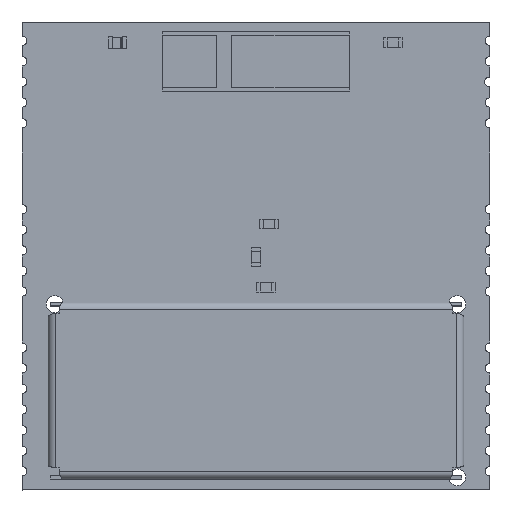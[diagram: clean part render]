
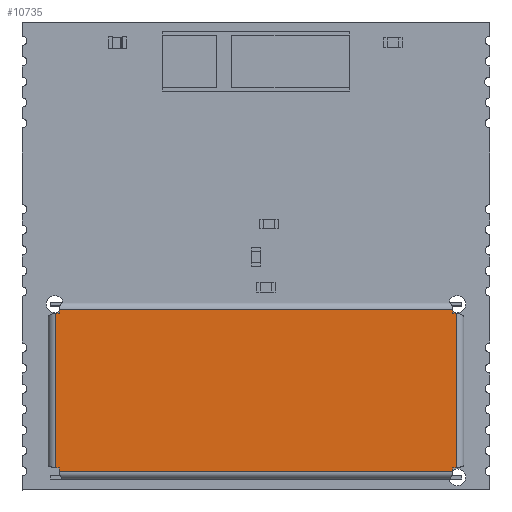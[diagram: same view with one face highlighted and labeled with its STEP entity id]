
A CAD part, top view. The second image highlights one B-rep face of the part: STEP entity #10735.
In plain terms, the highlighted face is planar.
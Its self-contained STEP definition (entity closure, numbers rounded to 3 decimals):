
#273 = ORIENTED_EDGE ( 'NONE', *, *, #2864, .T. ) ;
#446 = DIRECTION ( 'NONE',  ( -1., 0., 0. ) ) ;
#589 = VERTEX_POINT ( 'NONE', #5143 ) ;
#683 = DIRECTION ( 'NONE',  ( 0., -1., 0. ) ) ;
#765 = DIRECTION ( 'NONE',  ( 0., 0., -1. ) ) ;
#786 = EDGE_CURVE ( 'NONE', #12216, #7958, #9025, .T. ) ;
#844 = CARTESIAN_POINT ( 'NONE',  ( 10.5, 3.3, 0. ) ) ;
#888 = DIRECTION ( 'NONE',  ( 0., 0., -1. ) ) ;
#1187 = CARTESIAN_POINT ( 'NONE',  ( -10.7, 3.3, 4.125 ) ) ;
#1261 = CARTESIAN_POINT ( 'NONE',  ( 10.7, 3.3, -4.125 ) ) ;
#1779 = ORIENTED_EDGE ( 'NONE', *, *, #3863, .T. ) ;
#1789 = DIRECTION ( 'NONE',  ( 0., 0., 1. ) ) ;
#1790 = VECTOR ( 'NONE', #446, 1000. ) ;
#1894 = VERTEX_POINT ( 'NONE', #6540 ) ;
#1922 = EDGE_CURVE ( 'NONE', #11086, #7669, #8206, .T. ) ;
#2050 = DIRECTION ( 'NONE',  ( 1., 0., 0. ) ) ;
#2347 = VECTOR ( 'NONE', #7159, 1000. ) ;
#2634 = ORIENTED_EDGE ( 'NONE', *, *, #1922, .T. ) ;
#2695 = CARTESIAN_POINT ( 'NONE',  ( -10.5, 3.3, 0. ) ) ;
#2708 = VECTOR ( 'NONE', #9082, 1000. ) ;
#2758 = LINE ( 'NONE', #10863, #8130 ) ;
#2817 = PLANE ( 'NONE',  #3348 ) ;
#2864 = EDGE_CURVE ( 'NONE', #6793, #589, #10763, .T. ) ;
#3305 = EDGE_LOOP ( 'NONE', ( #273, #10269, #8194, #2634, #11944, #7240, #3717, #1779, #5362, #3333, #10030, #4692 ) ) ;
#3333 = ORIENTED_EDGE ( 'NONE', *, *, #5055, .F. ) ;
#3348 = AXIS2_PLACEMENT_3D ( 'NONE', #8100, #683, #765 ) ;
#3448 = DIRECTION ( 'NONE',  ( 0., 0., 1. ) ) ;
#3717 = ORIENTED_EDGE ( 'NONE', *, *, #8874, .T. ) ;
#3863 = EDGE_CURVE ( 'NONE', #6487, #7958, #5388, .T. ) ;
#3912 = CARTESIAN_POINT ( 'NONE',  ( 10.5, 3.3, 0. ) ) ;
#4203 = VECTOR ( 'NONE', #2050, 1000. ) ;
#4210 = VERTEX_POINT ( 'NONE', #4257 ) ;
#4257 = CARTESIAN_POINT ( 'NONE',  ( -10.5, 3.3, 4.325 ) ) ;
#4320 = VERTEX_POINT ( 'NONE', #7645 ) ;
#4527 = LINE ( 'NONE', #9223, #4203 ) ;
#4598 = CARTESIAN_POINT ( 'NONE',  ( 0., 3.3, 4.125 ) ) ;
#4692 = ORIENTED_EDGE ( 'NONE', *, *, #10641, .F. ) ;
#5055 = EDGE_CURVE ( 'NONE', #4320, #12216, #5228, .T. ) ;
#5143 = CARTESIAN_POINT ( 'NONE',  ( 10.5, 3.3, 4.125 ) ) ;
#5216 = VERTEX_POINT ( 'NONE', #5856 ) ;
#5228 = LINE ( 'NONE', #4598, #8146 ) ;
#5362 = ORIENTED_EDGE ( 'NONE', *, *, #786, .F. ) ;
#5388 = LINE ( 'NONE', #5589, #1790 ) ;
#5494 = LINE ( 'NONE', #7934, #9526 ) ;
#5589 = CARTESIAN_POINT ( 'NONE',  ( 0., 3.3, -4.125 ) ) ;
#5692 = EDGE_CURVE ( 'NONE', #11086, #6175, #2758, .T. ) ;
#5793 = CARTESIAN_POINT ( 'NONE',  ( 0., 3.3, 4.125 ) ) ;
#5856 = CARTESIAN_POINT ( 'NONE',  ( -10.5, 3.3, -4.325 ) ) ;
#6030 = CARTESIAN_POINT ( 'NONE',  ( -10.7, 3.3, 0. ) ) ;
#6175 = VERTEX_POINT ( 'NONE', #10725 ) ;
#6238 = CARTESIAN_POINT ( 'NONE',  ( -10.7, 3.3, -4.125 ) ) ;
#6276 = VECTOR ( 'NONE', #11223, 1000. ) ;
#6487 = VERTEX_POINT ( 'NONE', #6847 ) ;
#6540 = CARTESIAN_POINT ( 'NONE',  ( 10.5, 3.3, -4.325 ) ) ;
#6572 = VECTOR ( 'NONE', #7070, 1000. ) ;
#6793 = VERTEX_POINT ( 'NONE', #9349 ) ;
#6796 = FACE_OUTER_BOUND ( 'NONE', #3305, .T. ) ;
#6847 = CARTESIAN_POINT ( 'NONE',  ( -10.5, 3.3, -4.125 ) ) ;
#6900 = VECTOR ( 'NONE', #888, 1000. ) ;
#7070 = DIRECTION ( 'NONE',  ( 0., 0., -1. ) ) ;
#7112 = CARTESIAN_POINT ( 'NONE',  ( 0., 3.3, -4.125 ) ) ;
#7159 = DIRECTION ( 'NONE',  ( -1., 0., 0. ) ) ;
#7240 = ORIENTED_EDGE ( 'NONE', *, *, #9649, .F. ) ;
#7645 = CARTESIAN_POINT ( 'NONE',  ( -10.5, 3.3, 4.125 ) ) ;
#7669 = VERTEX_POINT ( 'NONE', #12343 ) ;
#7934 = CARTESIAN_POINT ( 'NONE',  ( 0., 3.3, 4.325 ) ) ;
#7958 = VERTEX_POINT ( 'NONE', #6238 ) ;
#8100 = CARTESIAN_POINT ( 'NONE',  ( 0., 3.3, 0. ) ) ;
#8130 = VECTOR ( 'NONE', #3448, 1000. ) ;
#8146 = VECTOR ( 'NONE', #11761, 1000. ) ;
#8194 = ORIENTED_EDGE ( 'NONE', *, *, #5692, .F. ) ;
#8206 = LINE ( 'NONE', #7112, #2347 ) ;
#8874 = EDGE_CURVE ( 'NONE', #5216, #6487, #12075, .T. ) ;
#8891 = VECTOR ( 'NONE', #13069, 1000. ) ;
#9025 = LINE ( 'NONE', #6030, #6276 ) ;
#9082 = DIRECTION ( 'NONE',  ( 0., 0., -1. ) ) ;
#9223 = CARTESIAN_POINT ( 'NONE',  ( 0., 3.3, -4.325 ) ) ;
#9349 = CARTESIAN_POINT ( 'NONE',  ( 10.5, 3.3, 4.325 ) ) ;
#9526 = VECTOR ( 'NONE', #13026, 1000. ) ;
#9649 = EDGE_CURVE ( 'NONE', #5216, #1894, #4527, .T. ) ;
#9783 = LINE ( 'NONE', #2695, #6572 ) ;
#10030 = ORIENTED_EDGE ( 'NONE', *, *, #12529, .F. ) ;
#10269 = ORIENTED_EDGE ( 'NONE', *, *, #10600, .T. ) ;
#10459 = VECTOR ( 'NONE', #1789, 1000. ) ;
#10600 = EDGE_CURVE ( 'NONE', #589, #6175, #11485, .T. ) ;
#10641 = EDGE_CURVE ( 'NONE', #6793, #4210, #5494, .T. ) ;
#10725 = CARTESIAN_POINT ( 'NONE',  ( 10.7, 3.3, 4.125 ) ) ;
#10735 = ADVANCED_FACE ( 'NONE', ( #6796 ), #2817, .F. ) ;
#10763 = LINE ( 'NONE', #844, #6900 ) ;
#10802 = EDGE_CURVE ( 'NONE', #7669, #1894, #12772, .T. ) ;
#10863 = CARTESIAN_POINT ( 'NONE',  ( 10.7, 3.3, 0. ) ) ;
#11086 = VERTEX_POINT ( 'NONE', #1261 ) ;
#11223 = DIRECTION ( 'NONE',  ( 0., 0., -1. ) ) ;
#11485 = LINE ( 'NONE', #5793, #8891 ) ;
#11761 = DIRECTION ( 'NONE',  ( -1., 0., 0. ) ) ;
#11944 = ORIENTED_EDGE ( 'NONE', *, *, #10802, .T. ) ;
#12049 = CARTESIAN_POINT ( 'NONE',  ( -10.5, 3.3, 0. ) ) ;
#12075 = LINE ( 'NONE', #12049, #10459 ) ;
#12216 = VERTEX_POINT ( 'NONE', #1187 ) ;
#12343 = CARTESIAN_POINT ( 'NONE',  ( 10.5, 3.3, -4.125 ) ) ;
#12529 = EDGE_CURVE ( 'NONE', #4210, #4320, #9783, .T. ) ;
#12772 = LINE ( 'NONE', #3912, #2708 ) ;
#13026 = DIRECTION ( 'NONE',  ( -1., 0., 0. ) ) ;
#13069 = DIRECTION ( 'NONE',  ( 1., 0., 0. ) ) ;
